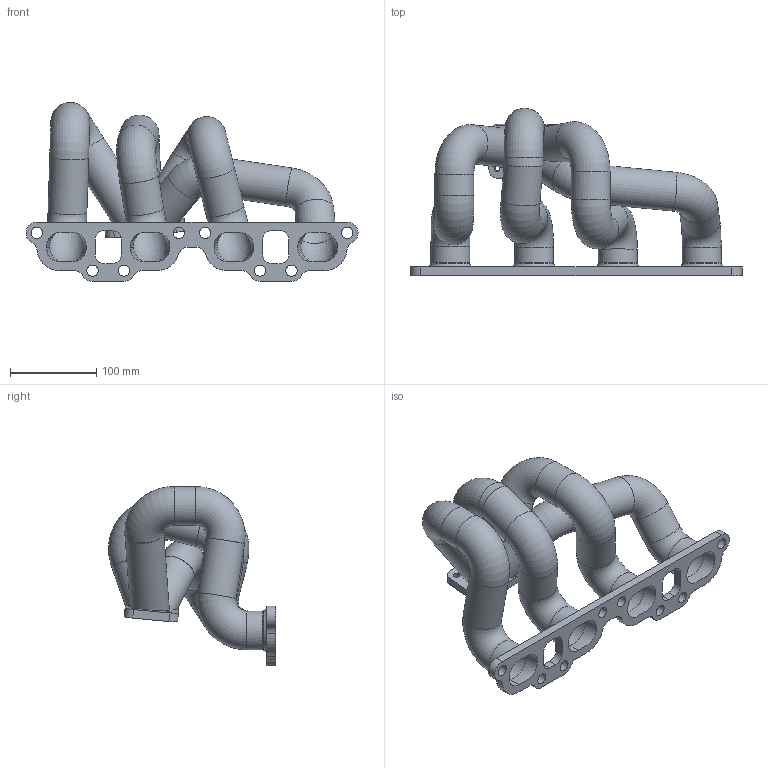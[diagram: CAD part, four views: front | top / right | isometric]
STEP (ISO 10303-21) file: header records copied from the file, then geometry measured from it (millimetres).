
FILE_DESCRIPTION(('FreeCAD Model'),'2;1');
FILE_NAME('Open CASCADE Shape Model','2025-05-04T19:22:32',('FreeCAD'),( 'FreeCAD'),'Open CASCADE STEP processor 7.6','FreeCAD','Unknown');
FILE_SCHEMA(('AUTOMOTIVE_DESIGN { 1 0 10303 214 1 1 1 1 }'));
Length unit declared in the file: millimetre
Products named in the file (1): Open CASCADE STEP translator 7.6 1
Bounding box: 384.45 x 193.62 x 207.31 mm (x, y, z)
Volume: 346331.5 mm3; surface area: 422519.5 mm2
Topology: 2 solids, 2 shells, 211 faces, 632 edges, 424 vertices
Faces by surface type: cylinder 126, plane 44, torus 31, bspline 6, cone 4
Full cylindrical faces by diameter (mm): 6.7 x4, 13 x8, 42 x2, 43 x16, 45 x16
Entity records: 9733 total; most frequent: CARTESIAN_POINT 3812, DIRECTION 1292, ORIENTED_EDGE 1264, EDGE_CURVE 632, AXIS2_PLACEMENT_3D 569, VERTEX_POINT 424, CIRCLE 261, FACE_BOUND 258
